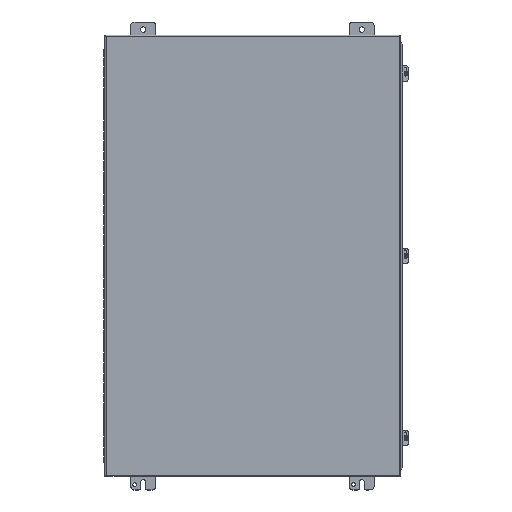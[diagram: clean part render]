
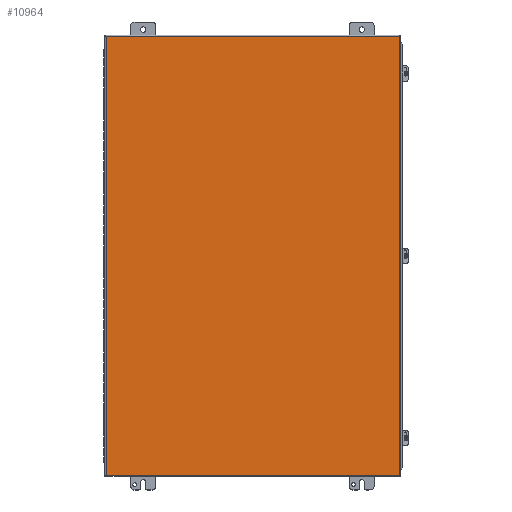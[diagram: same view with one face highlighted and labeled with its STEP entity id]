
A CAD part, top view. The second image highlights one B-rep face of the part: STEP entity #10964.
In plain terms, the highlighted planar face has unit normal (0, 0, 1).
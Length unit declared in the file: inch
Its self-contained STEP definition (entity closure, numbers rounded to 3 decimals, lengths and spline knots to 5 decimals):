
#467=PLANE('',#11973);
#962=FACE_OUTER_BOUND('',#1631,.T.);
#1631=EDGE_LOOP('',(#7964,#7965,#7966,#7967));
#2353=LINE('',#17483,#3392);
#2375=LINE('',#17633,#3414);
#2401=LINE('',#17693,#3440);
#2402=LINE('',#17697,#3441);
#3392=VECTOR('',#13567,0.3937);
#3414=VECTOR('',#13605,0.3937);
#3440=VECTOR('',#13675,0.3937);
#3441=VECTOR('',#13682,0.3937);
#4800=VERTEX_POINT('',#17283);
#4825=VERTEX_POINT('',#17414);
#4835=VERTEX_POINT('',#17482);
#4837=VERTEX_POINT('',#17573);
#5920=EDGE_CURVE('',#4835,#4825,#2353,.T.);
#5947=EDGE_CURVE('',#4800,#4837,#2375,.T.);
#5977=EDGE_CURVE('',#4825,#4800,#2401,.T.);
#5978=EDGE_CURVE('',#4837,#4835,#2402,.T.);
#7964=ORIENTED_EDGE('',*,*,#5977,.T.);
#7965=ORIENTED_EDGE('',*,*,#5947,.T.);
#7966=ORIENTED_EDGE('',*,*,#5978,.T.);
#7967=ORIENTED_EDGE('',*,*,#5920,.T.);
#10964=ADVANCED_FACE('',(#962),#467,.T.);
#11973=AXIS2_PLACEMENT_3D('',#17699,#13685,#13686);
#13567=DIRECTION('',(0.,-1.,0.));
#13605=DIRECTION('',(0.,1.,0.));
#13675=DIRECTION('',(1.,0.,0.));
#13682=DIRECTION('',(-1.,0.,0.));
#13685=DIRECTION('center_axis',(0.,0.,1.));
#13686=DIRECTION('ref_axis',(1.,0.,0.));
#17283=CARTESIAN_POINT('',(24.2204,0.0896,0.074));
#17414=CARTESIAN_POINT('',(0.0896,0.0896,0.074));
#17482=CARTESIAN_POINT('',(0.0896,36.2204,0.074));
#17483=CARTESIAN_POINT('',(0.0896,27.1877,0.074));
#17573=CARTESIAN_POINT('',(24.2204,36.2204,0.074));
#17633=CARTESIAN_POINT('',(24.2204,9.1223,0.074));
#17693=CARTESIAN_POINT('',(6.1223,0.0896,0.074));
#17697=CARTESIAN_POINT('',(18.1877,36.2204,0.074));
#17699=CARTESIAN_POINT('Origin',(12.155,18.155,0.074));
